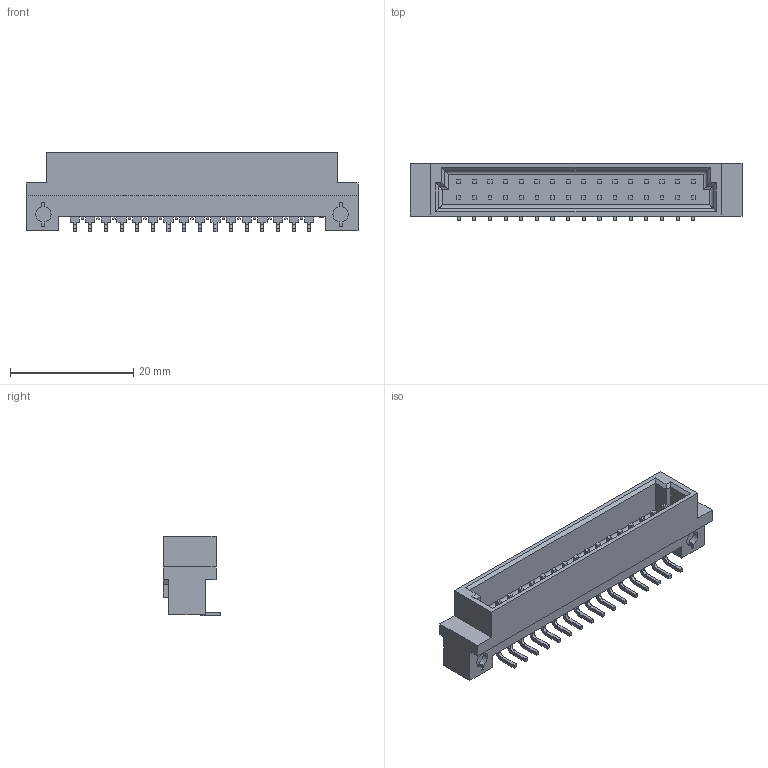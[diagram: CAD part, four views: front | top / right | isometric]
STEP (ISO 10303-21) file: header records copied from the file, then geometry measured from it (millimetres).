
FILE_DESCRIPTION((''),'2;1');
FILE_NAME('C-1-2271764-0','2019-12-19T02:03:56',('workeradm'),('TE Connectivity Ltd.'),'CREO PARAMETRIC BY PTC INC, 2019030','CREO PARAMETRIC BY PTC INC, 2019030','');
FILE_SCHEMA(('AUTOMOTIVE_DESIGN { 1 0 10303 214 1 1 1 1 }'));
Length unit declared in the file: millimetre
Products named in the file (1): C-1-2271764-0
Bounding box: 53.9 x 9.38 x 12.94 mm (x, y, z)
Volume: 2593.2 mm3; surface area: 3503.3 mm2
Topology: 1 solids, 1 shells, 821 faces, 2137 edges, 1398 vertices
Faces by surface type: plane 741, cylinder 80
Entity records: 25135 total; most frequent: CARTESIAN_POINT 4533, ORIENTED_EDGE 4274, DIRECTION 4025, EDGE_CURVE 2137, VECTOR 1985, LINE 1985, VERTEX_POINT 1398, AXIS2_PLACEMENT_3D 1020
